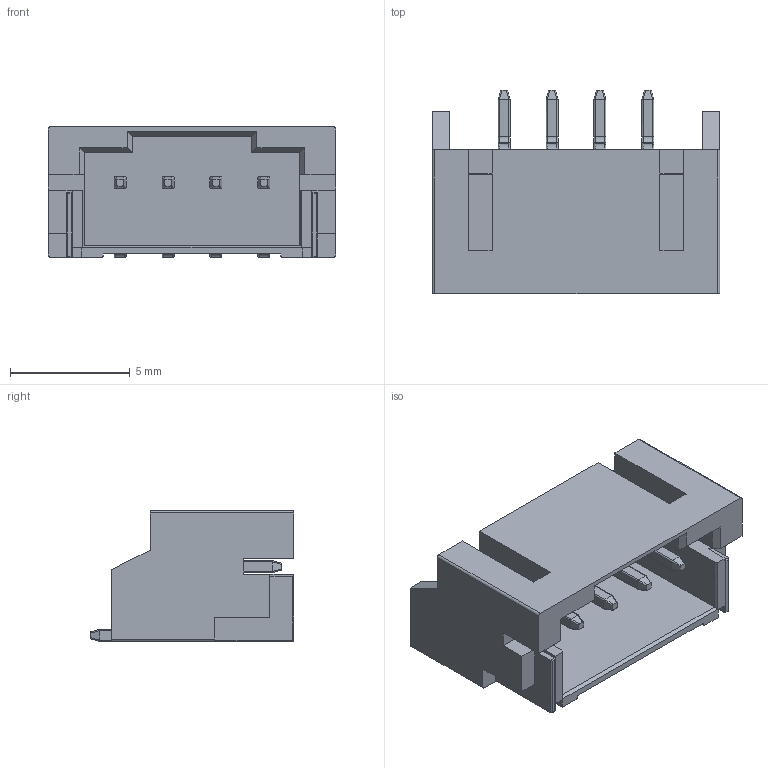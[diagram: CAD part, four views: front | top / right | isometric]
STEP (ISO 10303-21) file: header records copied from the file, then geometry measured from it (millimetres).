
FILE_DESCRIPTION(('HOOPS Exchange Step'),'2;1');
FILE_NAME('temp_export','2024-09-23T21:49:33+03:00',('kaa'),('Shapr3D Limited'),'HOOPS Exchange 2024.2','Shapr3D','Authorized');
FILE_SCHEMA( ('AP242_MANAGED_MODEL_BASED_3D_ENGINEERING_MIM_LF {1 0 10303 442 1 1 4 }') );
Length unit declared in the file: millimetre
Products named in the file (2): S3B-PH-SM4-TB; root
Assembly tree (1 placements, depth 2):
  root
    S3B-PH-SM4-TB
Bounding box: 12 x 8.5 x 5.46 mm (x, y, z)
Volume: 176.9 mm3; surface area: 634.8 mm2
Topology: 7 solids, 7 shells, 369 faces, 996 edges, 630 vertices
Faces by surface type: plane 201, cylinder 108, bspline 40, torus 16, sphere 4
Entity records: 13456 total; most frequent: CARTESIAN_POINT 4491, ORIENTED_EDGE 1984, DIRECTION 1666, EDGE_CURVE 992, VECTOR 672, LINE 672, VERTEX_POINT 630, AXIS2_PLACEMENT_3D 497
